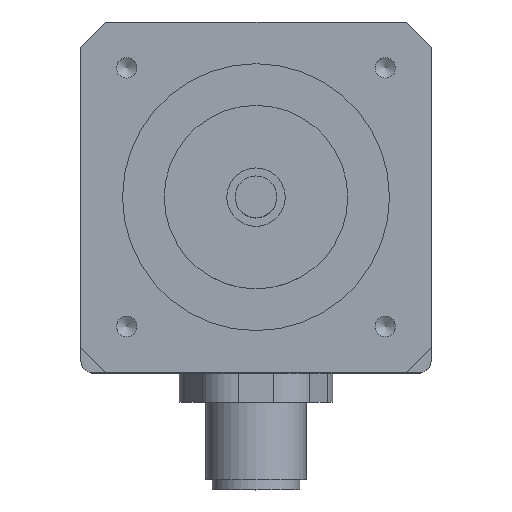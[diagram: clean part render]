
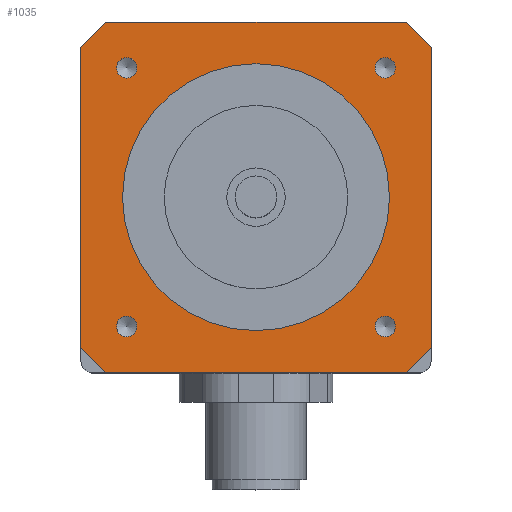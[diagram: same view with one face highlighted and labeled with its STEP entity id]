
A CAD part, top view. The second image highlights one B-rep face of the part: STEP entity #1035.
In plain terms, the highlighted face is planar.
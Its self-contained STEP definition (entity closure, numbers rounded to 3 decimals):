
#171=CARTESIAN_POINT('',(-16.73,-15.5,0.0));
#172=VERTEX_POINT('',#171);
#173=CARTESIAN_POINT('',(-15.5,-15.5,0.0));
#174=DIRECTION('',(0.0,0.0,1.0));
#175=DIRECTION('',(-1.0,0.0,0.0));
#176=AXIS2_PLACEMENT_3D('',#173,#174,#175);
#177=CIRCLE('',#176,1.23);
#178=EDGE_CURVE('',#172,#172,#177,.T.);
#250=CARTESIAN_POINT('',(-16.73,15.5,0.0));
#251=VERTEX_POINT('',#250);
#252=CARTESIAN_POINT('',(-15.5,15.5,0.0));
#253=DIRECTION('',(0.0,0.0,1.0));
#254=DIRECTION('',(-1.0,0.0,0.0));
#255=AXIS2_PLACEMENT_3D('',#252,#253,#254);
#256=CIRCLE('',#255,1.23);
#257=EDGE_CURVE('',#251,#251,#256,.T.);
#329=CARTESIAN_POINT('',(14.271,15.5,0.0));
#330=VERTEX_POINT('',#329);
#331=CARTESIAN_POINT('',(15.5,15.5,0.0));
#332=DIRECTION('',(0.0,0.0,1.0));
#333=DIRECTION('',(-1.0,0.0,0.0));
#334=AXIS2_PLACEMENT_3D('',#331,#332,#333);
#335=CIRCLE('',#334,1.23);
#336=EDGE_CURVE('',#330,#330,#335,.T.);
#408=CARTESIAN_POINT('',(14.27,-15.5,0.0));
#409=VERTEX_POINT('',#408);
#410=CARTESIAN_POINT('',(15.5,-15.5,0.0));
#411=DIRECTION('',(0.0,0.0,1.0));
#412=DIRECTION('',(-1.0,0.0,0.0));
#413=AXIS2_PLACEMENT_3D('',#410,#411,#412);
#414=CIRCLE('',#413,1.23);
#415=EDGE_CURVE('',#409,#409,#414,.T.);
#869=CARTESIAN_POINT('',(18.,-21.0,0.0));
#870=VERTEX_POINT('',#869);
#877=CARTESIAN_POINT('',(21.0,-18.0,0.0));
#878=VERTEX_POINT('',#877);
#879=CARTESIAN_POINT('',(18.,-21.0,0.0));
#880=DIRECTION('',(0.707,0.707,0.0));
#881=VECTOR('',#880,4.243);
#882=LINE('',#879,#881);
#883=EDGE_CURVE('',#870,#878,#882,.T.);
#900=CARTESIAN_POINT('',(21.0,18.,0.0));
#901=VERTEX_POINT('',#900);
#902=CARTESIAN_POINT('',(21.0,-18.0,0.0));
#903=DIRECTION('',(0.0,1.0,0.0));
#904=VECTOR('',#903,36.);
#905=LINE('',#902,#904);
#906=EDGE_CURVE('',#878,#901,#905,.T.);
#957=CARTESIAN_POINT('',(0.,0.,0.0));
#958=DIRECTION('',(0.0,0.0,1.0));
#959=DIRECTION('',(1.0,0.0,0.0));
#960=AXIS2_PLACEMENT_3D('',#957,#958,#959);
#961=PLANE('',#960);
#962=ORIENTED_EDGE('',*,*,#883,.F.);
#963=CARTESIAN_POINT('',(-18.,-21.0,0.0));
#964=VERTEX_POINT('',#963);
#965=CARTESIAN_POINT('',(-18.,-21.0,0.0));
#966=DIRECTION('',(1.0,0.0,0.0));
#967=VECTOR('',#966,36.);
#968=LINE('',#965,#967);
#969=EDGE_CURVE('',#964,#870,#968,.T.);
#970=ORIENTED_EDGE('',*,*,#969,.F.);
#971=CARTESIAN_POINT('',(-21.0,-18.,0.0));
#972=VERTEX_POINT('',#971);
#973=CARTESIAN_POINT('',(-21.0,-18.,0.0));
#974=DIRECTION('',(0.707,-0.707,0.0));
#975=VECTOR('',#974,4.243);
#976=LINE('',#973,#975);
#977=EDGE_CURVE('',#972,#964,#976,.T.);
#978=ORIENTED_EDGE('',*,*,#977,.F.);
#979=CARTESIAN_POINT('',(-21.0,18.,0.0));
#980=VERTEX_POINT('',#979);
#981=CARTESIAN_POINT('',(-21.0,18.,0.0));
#982=DIRECTION('',(0.0,-1.0,0.0));
#983=VECTOR('',#982,36.);
#984=LINE('',#981,#983);
#985=EDGE_CURVE('',#980,#972,#984,.T.);
#986=ORIENTED_EDGE('',*,*,#985,.F.);
#987=CARTESIAN_POINT('',(-18.,21.0,0.0));
#988=VERTEX_POINT('',#987);
#989=CARTESIAN_POINT('',(-18.,21.0,0.0));
#990=DIRECTION('',(-0.707,-0.707,0.0));
#991=VECTOR('',#990,4.243);
#992=LINE('',#989,#991);
#993=EDGE_CURVE('',#988,#980,#992,.T.);
#994=ORIENTED_EDGE('',*,*,#993,.F.);
#995=CARTESIAN_POINT('',(18.,21.,0.0));
#996=VERTEX_POINT('',#995);
#997=CARTESIAN_POINT('',(18.,21.,0.0));
#998=DIRECTION('',(-1.0,0.0,0.0));
#999=VECTOR('',#998,36.);
#1000=LINE('',#997,#999);
#1001=EDGE_CURVE('',#996,#988,#1000,.T.);
#1002=ORIENTED_EDGE('',*,*,#1001,.F.);
#1003=CARTESIAN_POINT('',(21.0,18.,0.0));
#1004=DIRECTION('',(-0.707,0.707,0.0));
#1005=VECTOR('',#1004,4.243);
#1006=LINE('',#1003,#1005);
#1007=EDGE_CURVE('',#901,#996,#1006,.T.);
#1008=ORIENTED_EDGE('',*,*,#1007,.F.);
#1009=ORIENTED_EDGE('',*,*,#906,.F.);
#1010=EDGE_LOOP('',(#962,#970,#978,#986,#994,#1002,#1008,#1009));
#1011=FACE_OUTER_BOUND('',#1010,.T.);
#1012=ORIENTED_EDGE('',*,*,#178,.T.);
#1013=EDGE_LOOP('',(#1012));
#1014=FACE_BOUND('',#1013,.T.);
#1015=ORIENTED_EDGE('',*,*,#257,.T.);
#1016=EDGE_LOOP('',(#1015));
#1017=FACE_BOUND('',#1016,.T.);
#1018=ORIENTED_EDGE('',*,*,#336,.T.);
#1019=EDGE_LOOP('',(#1018));
#1020=FACE_BOUND('',#1019,.T.);
#1021=ORIENTED_EDGE('',*,*,#415,.T.);
#1022=EDGE_LOOP('',(#1021));
#1023=FACE_BOUND('',#1022,.T.);
#1024=CARTESIAN_POINT('',(-16.0,0.,0.0));
#1025=VERTEX_POINT('',#1024);
#1026=CARTESIAN_POINT('',(0.0,0.0,0.0));
#1027=DIRECTION('',(0.0,0.0,1.0));
#1028=DIRECTION('',(1.0,0.0,0.0));
#1029=AXIS2_PLACEMENT_3D('',#1026,#1027,#1028);
#1030=CIRCLE('',#1029,16.0);
#1031=EDGE_CURVE('',#1025,#1025,#1030,.T.);
#1032=ORIENTED_EDGE('',*,*,#1031,.T.);
#1033=EDGE_LOOP('',(#1032));
#1034=FACE_BOUND('',#1033,.T.);
#1035=ADVANCED_FACE('',(#1011,#1014,#1017,#1020,#1023,#1034),#961,.F.);
